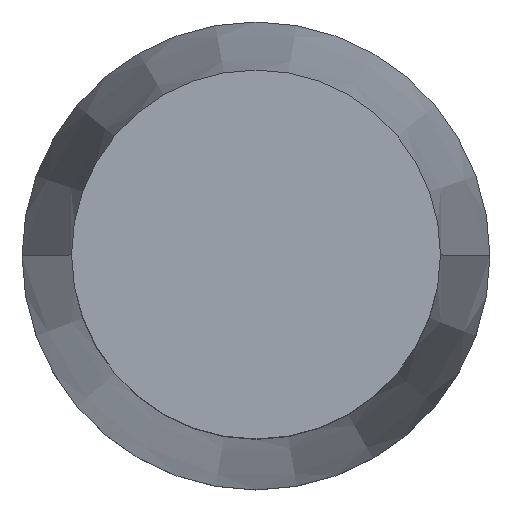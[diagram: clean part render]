
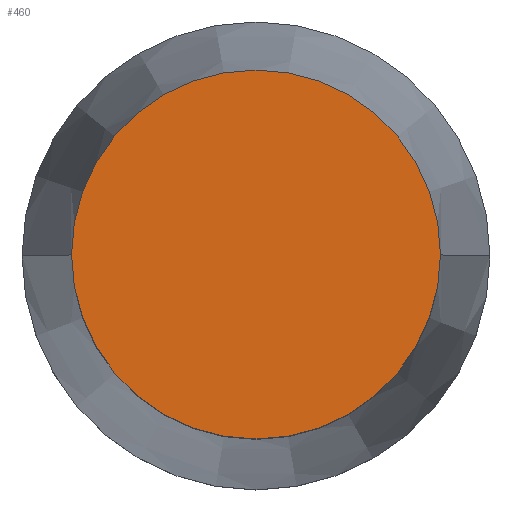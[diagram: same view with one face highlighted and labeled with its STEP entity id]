
A CAD part, top view. The second image highlights one B-rep face of the part: STEP entity #460.
In plain terms, the highlighted planar face has unit normal (0, 0, 1).
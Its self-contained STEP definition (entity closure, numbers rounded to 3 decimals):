
#24 = ORIENTED_EDGE ( 'NONE', *, *, #496, .T. ) ;
#98 = CARTESIAN_POINT ( 'NONE',  ( -10.25, 0., 0. ) ) ;
#153 = CARTESIAN_POINT ( 'NONE',  ( 0., 0., 0. ) ) ;
#193 = EDGE_CURVE ( 'NONE', #681, #235, #656, .T. ) ;
#198 = DIRECTION ( 'NONE',  ( 1., 0., 0. ) ) ;
#200 = DIRECTION ( 'NONE',  ( -1., 0., 0. ) ) ;
#201 = CIRCLE ( 'NONE', #499, 10.25 ) ;
#235 = VERTEX_POINT ( 'NONE', #98 ) ;
#247 = DIRECTION ( 'NONE',  ( 1., 0., 0. ) ) ;
#355 = AXIS2_PLACEMENT_3D ( 'NONE', #420, #418, #200 ) ;
#356 = CARTESIAN_POINT ( 'NONE',  ( 0., 0., 0. ) ) ;
#368 = DIRECTION ( 'NONE',  ( 0., 0., 1. ) ) ;
#418 = DIRECTION ( 'NONE',  ( 0., 0., -1. ) ) ;
#420 = CARTESIAN_POINT ( 'NONE',  ( 0., 0., 0. ) ) ;
#440 = CARTESIAN_POINT ( 'NONE',  ( 10.25, 0., 0. ) ) ;
#460 = ADVANCED_FACE ( 'NONE', ( #525 ), #530, .F. ) ;
#496 = EDGE_CURVE ( 'NONE', #235, #681, #201, .T. ) ;
#499 = AXIS2_PLACEMENT_3D ( 'NONE', #356, #368, #247 ) ;
#501 = EDGE_LOOP ( 'NONE', ( #619, #24 ) ) ;
#523 = DIRECTION ( 'NONE',  ( 0., 0., 1. ) ) ;
#525 = FACE_OUTER_BOUND ( 'NONE', #501, .T. ) ;
#530 = PLANE ( 'NONE',  #355 ) ;
#587 = AXIS2_PLACEMENT_3D ( 'NONE', #153, #523, #198 ) ;
#619 = ORIENTED_EDGE ( 'NONE', *, *, #193, .T. ) ;
#656 = CIRCLE ( 'NONE', #587, 10.25 ) ;
#681 = VERTEX_POINT ( 'NONE', #440 ) ;
